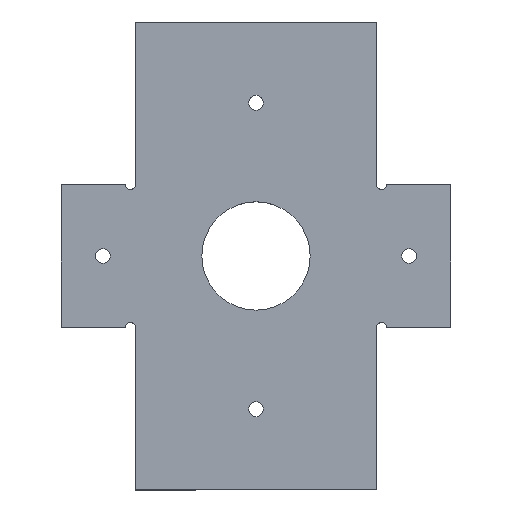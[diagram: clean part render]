
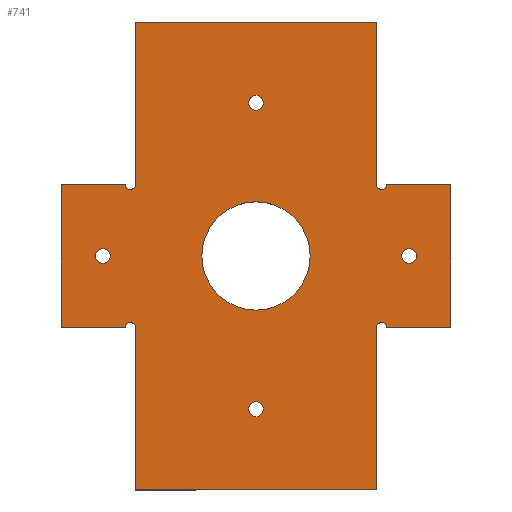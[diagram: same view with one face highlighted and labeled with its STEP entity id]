
A CAD part, top view. The second image highlights one B-rep face of the part: STEP entity #741.
In plain terms, the highlighted planar face has unit normal (0, 0, 1).
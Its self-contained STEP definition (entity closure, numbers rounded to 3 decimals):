
#73=CARTESIAN_POINT('',(48.5,54.5,7.0));
#74=VERTEX_POINT('',#73);
#83=CARTESIAN_POINT('',(50.5,54.5,7.0));
#84=VERTEX_POINT('',#83);
#85=CARTESIAN_POINT('',(49.5,54.5,7.0));
#86=DIRECTION('',(0.0,0.0,-1.0));
#87=DIRECTION('',(-1.0,0.0,0.0));
#88=AXIS2_PLACEMENT_3D('',#85,#86,#87);
#89=CIRCLE('',#88,1.0);
#90=EDGE_CURVE('',#84,#74,#89,.T.);
#115=CARTESIAN_POINT('',(50.5,25.5,7.0));
#116=VERTEX_POINT('',#115);
#125=CARTESIAN_POINT('',(48.5,25.5,7.0));
#126=VERTEX_POINT('',#125);
#127=CARTESIAN_POINT('',(49.5,25.5,7.0));
#128=DIRECTION('',(0.0,0.0,-1.0));
#129=DIRECTION('',(-1.0,0.0,0.0));
#130=AXIS2_PLACEMENT_3D('',#127,#128,#129);
#131=CIRCLE('',#130,1.0);
#132=EDGE_CURVE('',#126,#116,#131,.T.);
#157=CARTESIAN_POINT('',(99.5,25.5,7.0));
#158=VERTEX_POINT('',#157);
#176=CARTESIAN_POINT('',(101.5,25.5,7.0));
#177=VERTEX_POINT('',#176);
#184=CARTESIAN_POINT('',(100.5,25.5,7.0));
#185=DIRECTION('',(0.0,0.0,-1.0));
#186=DIRECTION('',(-1.0,0.0,0.0));
#187=AXIS2_PLACEMENT_3D('',#184,#185,#186);
#188=CIRCLE('',#187,1.0);
#189=EDGE_CURVE('',#158,#177,#188,.T.);
#199=CARTESIAN_POINT('',(99.5,54.5,7.0));
#200=VERTEX_POINT('',#199);
#209=CARTESIAN_POINT('',(101.5,54.5,7.0));
#210=VERTEX_POINT('',#209);
#211=CARTESIAN_POINT('',(100.5,54.5,7.0));
#212=DIRECTION('',(0.0,0.0,-1.0));
#213=DIRECTION('',(-1.0,0.0,0.0));
#214=AXIS2_PLACEMENT_3D('',#211,#212,#213);
#215=CIRCLE('',#214,1.0);
#216=EDGE_CURVE('',#210,#200,#215,.T.);
#397=CARTESIAN_POINT('',(99.5,-7.5,7.0));
#398=VERTEX_POINT('',#397);
#405=CARTESIAN_POINT('',(50.5,-7.5,7.0));
#406=VERTEX_POINT('',#405);
#407=CARTESIAN_POINT('',(50.5,-7.5,7.0));
#408=DIRECTION('',(1.0,0.0,0.0));
#409=VECTOR('',#408,49.);
#410=LINE('',#407,#409);
#411=EDGE_CURVE('',#406,#398,#410,.T.);
#429=CARTESIAN_POINT('',(50.5,25.5,7.0));
#430=DIRECTION('',(0.0,-1.0,0.0));
#431=VECTOR('',#430,33.0);
#432=LINE('',#429,#431);
#433=EDGE_CURVE('',#116,#406,#432,.T.);
#445=CARTESIAN_POINT('',(35.5,25.5,7.0));
#446=VERTEX_POINT('',#445);
#447=CARTESIAN_POINT('',(35.5,25.5,7.0));
#448=DIRECTION('',(1.0,0.0,0.0));
#449=VECTOR('',#448,13.0);
#450=LINE('',#447,#449);
#451=EDGE_CURVE('',#446,#126,#450,.T.);
#470=CARTESIAN_POINT('',(35.5,54.5,7.0));
#471=VERTEX_POINT('',#470);
#472=CARTESIAN_POINT('',(35.5,54.5,7.0));
#473=DIRECTION('',(0.0,-1.0,0.0));
#474=VECTOR('',#473,29.);
#475=LINE('',#472,#474);
#476=EDGE_CURVE('',#471,#446,#475,.T.);
#495=CARTESIAN_POINT('',(48.5,54.5,7.0));
#496=DIRECTION('',(-1.0,0.0,0.0));
#497=VECTOR('',#496,13.);
#498=LINE('',#495,#497);
#499=EDGE_CURVE('',#74,#471,#498,.T.);
#511=CARTESIAN_POINT('',(50.5,87.5,7.0));
#512=VERTEX_POINT('',#511);
#513=CARTESIAN_POINT('',(50.5,87.5,7.0));
#514=DIRECTION('',(0.0,-1.0,0.0));
#515=VECTOR('',#514,33.);
#516=LINE('',#513,#515);
#517=EDGE_CURVE('',#512,#84,#516,.T.);
#535=CARTESIAN_POINT('',(99.5,87.5,7.0));
#536=VERTEX_POINT('',#535);
#537=CARTESIAN_POINT('',(99.5,87.5,7.0));
#538=DIRECTION('',(-1.0,0.0,0.0));
#539=VECTOR('',#538,49.);
#540=LINE('',#537,#539);
#541=EDGE_CURVE('',#536,#512,#540,.T.);
#559=CARTESIAN_POINT('',(99.5,-7.5,7.0));
#560=DIRECTION('',(0.0,1.0,0.0));
#561=VECTOR('',#560,33.);
#562=LINE('',#559,#561);
#563=EDGE_CURVE('',#398,#158,#562,.T.);
#576=CARTESIAN_POINT('',(114.5,25.5,7.0));
#577=VERTEX_POINT('',#576);
#584=CARTESIAN_POINT('',(101.5,25.5,7.0));
#585=DIRECTION('',(1.0,0.0,0.0));
#586=VECTOR('',#585,13.0);
#587=LINE('',#584,#586);
#588=EDGE_CURVE('',#177,#577,#587,.T.);
#599=CARTESIAN_POINT('',(114.5,54.5,7.0));
#600=VERTEX_POINT('',#599);
#607=CARTESIAN_POINT('',(114.5,25.5,7.0));
#608=DIRECTION('',(0.0,1.0,0.0));
#609=VECTOR('',#608,29.);
#610=LINE('',#607,#609);
#611=EDGE_CURVE('',#577,#600,#610,.T.);
#623=CARTESIAN_POINT('',(114.5,54.5,7.0));
#624=DIRECTION('',(-1.0,0.0,0.0));
#625=VECTOR('',#624,13.);
#626=LINE('',#623,#625);
#627=EDGE_CURVE('',#600,#210,#626,.T.);
#641=CARTESIAN_POINT('',(99.5,54.5,7.0));
#642=DIRECTION('',(0.0,1.0,0.0));
#643=VECTOR('',#642,33.);
#644=LINE('',#641,#643);
#645=EDGE_CURVE('',#200,#536,#644,.T.);
#659=CARTESIAN_POINT('',(86.0,40.,7.));
#660=VERTEX_POINT('',#659);
#661=CARTESIAN_POINT('',(75.0,40.,7.0));
#662=DIRECTION('',(0.0,0.0,-1.0));
#663=DIRECTION('',(-1.0,0.0,0.0));
#664=AXIS2_PLACEMENT_3D('',#661,#662,#663);
#665=CIRCLE('',#664,11.);
#666=EDGE_CURVE('',#660,#660,#665,.T.);
#671=CARTESIAN_POINT('',(75.,40.,7.0));
#672=DIRECTION('',(0.0,0.0,1.0));
#673=DIRECTION('',(1.0,0.0,0.0));
#674=AXIS2_PLACEMENT_3D('',#671,#672,#673);
#675=PLANE('',#674);
#676=ORIENTED_EDGE('',*,*,#90,.T.);
#677=ORIENTED_EDGE('',*,*,#499,.T.);
#678=ORIENTED_EDGE('',*,*,#476,.T.);
#679=ORIENTED_EDGE('',*,*,#451,.T.);
#680=ORIENTED_EDGE('',*,*,#132,.T.);
#681=ORIENTED_EDGE('',*,*,#433,.T.);
#682=ORIENTED_EDGE('',*,*,#411,.T.);
#683=ORIENTED_EDGE('',*,*,#563,.T.);
#684=ORIENTED_EDGE('',*,*,#189,.T.);
#685=ORIENTED_EDGE('',*,*,#588,.T.);
#686=ORIENTED_EDGE('',*,*,#611,.T.);
#687=ORIENTED_EDGE('',*,*,#627,.T.);
#688=ORIENTED_EDGE('',*,*,#216,.T.);
#689=ORIENTED_EDGE('',*,*,#645,.T.);
#690=ORIENTED_EDGE('',*,*,#541,.T.);
#691=ORIENTED_EDGE('',*,*,#517,.T.);
#692=EDGE_LOOP('',(#676,#677,#678,#679,#680,#681,#682,#683,#684,#685,#686,#687,#688,#689,#690,#691));
#693=FACE_OUTER_BOUND('',#692,.T.);
#694=ORIENTED_EDGE('',*,*,#666,.T.);
#695=EDGE_LOOP('',(#694));
#696=FACE_BOUND('',#695,.T.);
#697=CARTESIAN_POINT('',(76.5,71.11,7.));
#698=VERTEX_POINT('',#697);
#699=CARTESIAN_POINT('',(75.0,71.11,7.0));
#700=DIRECTION('',(0.0,0.0,-1.0));
#701=DIRECTION('',(-1.0,0.0,0.0));
#702=AXIS2_PLACEMENT_3D('',#699,#700,#701);
#703=CIRCLE('',#702,1.5);
#704=EDGE_CURVE('',#698,#698,#703,.T.);
#705=ORIENTED_EDGE('',*,*,#704,.T.);
#706=EDGE_LOOP('',(#705));
#707=FACE_BOUND('',#706,.T.);
#708=CARTESIAN_POINT('',(76.5,8.89,7.));
#709=VERTEX_POINT('',#708);
#710=CARTESIAN_POINT('',(75.0,8.89,7.0));
#711=DIRECTION('',(0.0,0.0,-1.0));
#712=DIRECTION('',(-1.0,0.0,0.0));
#713=AXIS2_PLACEMENT_3D('',#710,#711,#712);
#714=CIRCLE('',#713,1.5);
#715=EDGE_CURVE('',#709,#709,#714,.T.);
#716=ORIENTED_EDGE('',*,*,#715,.T.);
#717=EDGE_LOOP('',(#716));
#718=FACE_BOUND('',#717,.T.);
#719=CARTESIAN_POINT('',(45.39,40.0,7.));
#720=VERTEX_POINT('',#719);
#721=CARTESIAN_POINT('',(43.89,40.0,7.0));
#722=DIRECTION('',(0.0,0.0,-1.0));
#723=DIRECTION('',(-1.0,0.0,0.0));
#724=AXIS2_PLACEMENT_3D('',#721,#722,#723);
#725=CIRCLE('',#724,1.5);
#726=EDGE_CURVE('',#720,#720,#725,.T.);
#727=ORIENTED_EDGE('',*,*,#726,.T.);
#728=EDGE_LOOP('',(#727));
#729=FACE_BOUND('',#728,.T.);
#730=CARTESIAN_POINT('',(107.61,40.,7.));
#731=VERTEX_POINT('',#730);
#732=CARTESIAN_POINT('',(106.11,40.,7.0));
#733=DIRECTION('',(0.0,0.0,-1.0));
#734=DIRECTION('',(-1.0,0.0,0.0));
#735=AXIS2_PLACEMENT_3D('',#732,#733,#734);
#736=CIRCLE('',#735,1.5);
#737=EDGE_CURVE('',#731,#731,#736,.T.);
#738=ORIENTED_EDGE('',*,*,#737,.T.);
#739=EDGE_LOOP('',(#738));
#740=FACE_BOUND('',#739,.T.);
#741=ADVANCED_FACE('',(#693,#696,#707,#718,#729,#740),#675,.T.);
